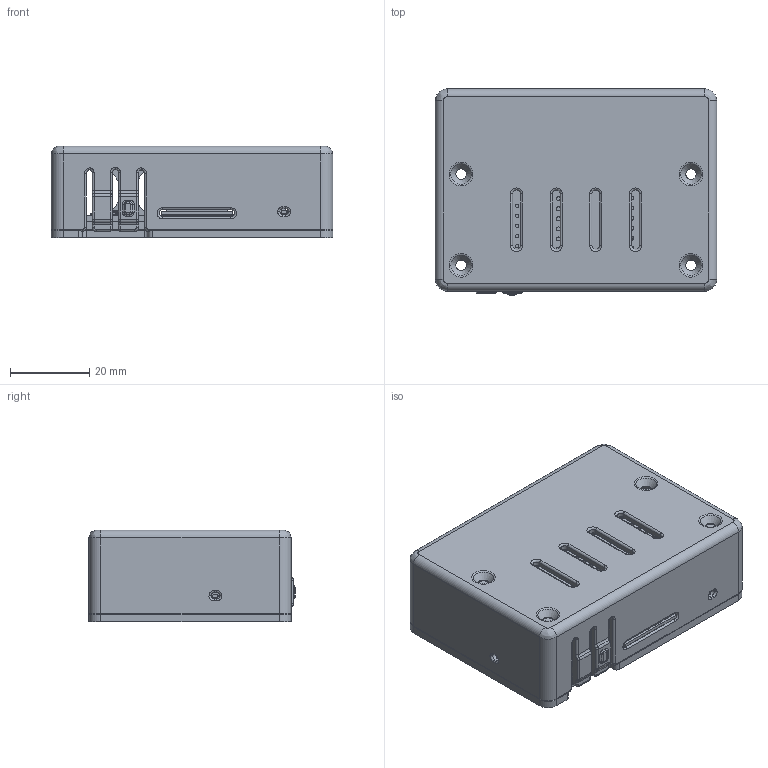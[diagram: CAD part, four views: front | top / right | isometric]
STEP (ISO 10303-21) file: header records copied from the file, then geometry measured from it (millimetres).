
FILE_DESCRIPTION(/* description */ (''),/* implementation_level */ '2;1');
FILE_NAME(/* name */ 'RetroRosetta Slim1.step',/* time_stamp */ '2023-08-14T18:11:32+01:00',/* author */ (''),/* organization */ (''),/* preprocessor_version */ 'ST-DEVELOPER v19.2',/* originating_system */ 'Autodesk Translation Framework v12.6.0.85',/* authorisation */ '');
FILE_SCHEMA (('AUTOMOTIVE_DESIGN { 1 0 10303 214 3 1 1 }'));
Length unit declared in the file: millimetre
Products named in the file (43): RetroRosetta Slim; RR_5V_HAT; RR_5V_HAT PCB; pcbslim; ESP32-WROOM-32; SOLID (1); D_SMA; SOLID (2); C_0805_2012Metric; EVQ-P7A01P--3DModel-STEP-269445; EVQ-P7A01P--3DModel-STEP-269445_1; COMPOUND; SOT-23; C_0402_1005Metric; C_0402_1005Metric_1; R_0402_1005Metric; D_0603_1608Metric; SOLID (9); C_0805_2012Metric_1; R_0402_1005Metric_1; R_0402_1005Metric_2; SOT-23_1; SOLID (5); R_0402_1005Metric_3; SOT-223; SOLID (10); R_0402_1005Metric_4; R_0402_1005Metric_5; SOLID (7); LED_0805_2012Metric; LED_0805_2012Metric_1; SOLID (11); C_0805_2012Metric_2; SOLID (3); C_0402_1005Metric_2; SOLID (6); C_0603_1608Metric; SOLID (12); C_1210_3225Metric; SOLID (13) ...
Assembly tree (54 placements, depth 4):
  RetroRosetta Slim
    RR_5V_HAT
      RR_5V_HAT PCB
    pcbslim
      ESP32-WROOM-32
        SOLID (1)
      D_SMA
        SOLID (2)
      C_0805_2012Metric
        SOLID (3)
      EVQ-P7A01P--3DModel-STEP-269445
        COMPOUND
      EVQ-P7A01P--3DModel-STEP-269445_1
        COMPOUND
      SOT-23
        SOLID (5)
      C_0402_1005Metric
        SOLID (6)
      C_0402_1005Metric_1
        SOLID (6)
      R_0402_1005Metric
        SOLID (7)
      D_0603_1608Metric
        SOLID (9)
      C_0805_2012Metric_1
        SOLID (3)
      R_0402_1005Metric_1
        SOLID (7)
      R_0402_1005Metric_2
        SOLID (7)
      SOT-23_1
        SOLID (5)
      R_0402_1005Metric_3
        SOLID (7)
      SOT-223
        SOLID (10)
      R_0402_1005Metric_4
        SOLID (7)
      R_0402_1005Metric_5
        SOLID (7)
      LED_0805_2012Metric
        SOLID (11)
      LED_0805_2012Metric_1
        SOLID (11)
      C_0805_2012Metric_2
        SOLID (3)
      C_0402_1005Metric_2
        SOLID (6)
      C_0603_1608Metric
        SOLID (12)
      C_1210_3225Metric
        SOLID (13)
      COMPOUND (1)
    Case Main
    Case Btm
Bounding box: 71 x 52 x 23.19 mm (x, y, z)
Volume: 28878 mm3; surface area: 33928.9 mm2
Topology: 38 solids, 39 shells, 2736 faces, 7003 edges, 4367 vertices
Faces by surface type: plane 1886, cylinder 722, torus 77, bspline 39, sphere 8, cone 4
Full cylindrical faces by diameter (mm): 0.787 x56, 0.8 x2, 1 x141, 2.7 x16, 12.5 x4
Entity records: 64274 total; most frequent: CARTESIAN_POINT 11121, DIRECTION 10793, ORIENTED_EDGE 10366, EDGE_CURVE 5183, LINE 3753, VECTOR 3753, AXIS2_PLACEMENT_3D 3520, VERTEX_POINT 3203
